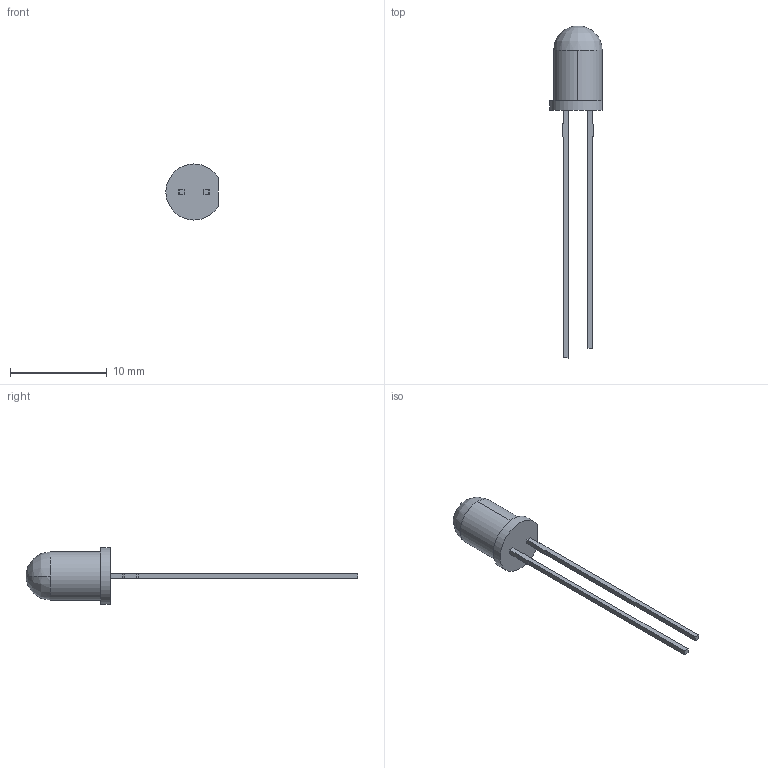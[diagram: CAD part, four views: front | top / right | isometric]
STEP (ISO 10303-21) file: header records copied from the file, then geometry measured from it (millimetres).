
FILE_DESCRIPTION((''),'2;1');
FILE_NAME('TSAL62...stp','2010-08-02T12:34:40',(''),(''),'Mechanical Desktop 2009','Mechanical Desktop 2009',', , ');
FILE_SCHEMA(('CONFIG_CONTROL_DESIGN'));
Length unit declared in the file: millimetre
Products named in the file (3): 6.544-5259.06-3D; TEIL1; TEIL2
Assembly tree (2 placements, depth 2):
  6.544-5259.06-3D
    TEIL1
    TEIL2
Bounding box: 5.4 x 34.3 x 5.8 mm (x, y, z)
Volume: 173.4 mm3; surface area: 272.8 mm2
Topology: 3 solids, 3 shells, 36 faces, 92 edges, 60 vertices
Faces by surface type: plane 23, cylinder 11, bspline 2
Entity records: 1282 total; most frequent: CARTESIAN_POINT 277, DIRECTION 191, ORIENTED_EDGE 180, EDGE_CURVE 90, AXIS2_PLACEMENT_3D 64, VECTOR 63, LINE 63, VERTEX_POINT 60
